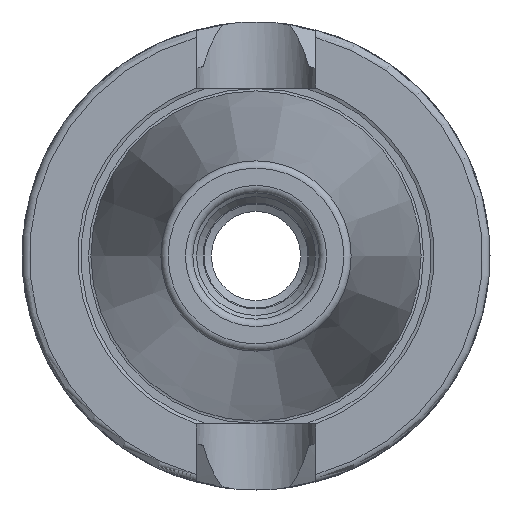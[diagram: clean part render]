
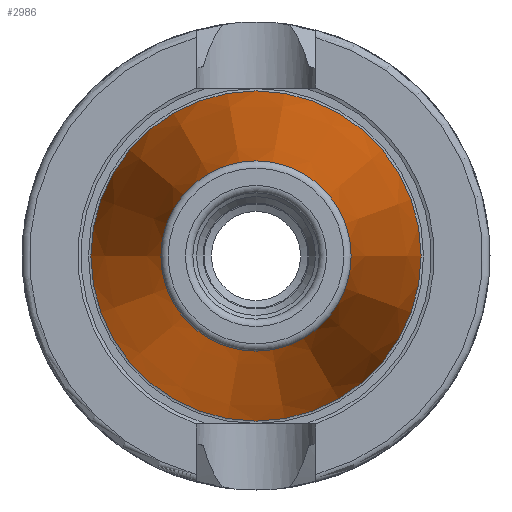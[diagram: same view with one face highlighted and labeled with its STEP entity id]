
A CAD part, left-side view. The second image highlights one B-rep face of the part: STEP entity #2986.
In plain terms, the highlighted conical face has half-angle 8.297 degrees and reference radius 17.519 mm.
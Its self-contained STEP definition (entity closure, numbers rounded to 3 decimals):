
#2952=CARTESIAN_POINT('',(-64.544,12.812,0.0));
#2953=VERTEX_POINT('',#2952);
#2954=CARTESIAN_POINT('',(-64.544,0.0,0.0));
#2955=DIRECTION('',(1.0,0.0,0.0));
#2956=DIRECTION('',(0.0,1.0,0.0));
#2957=AXIS2_PLACEMENT_3D('',#2954,#2955,#2956);
#2958=CIRCLE('',#2957,12.812);
#2959=EDGE_CURVE('',#2953,#2953,#2958,.T.);
#2967=CARTESIAN_POINT('',(-32.272,0.0,0.0));
#2968=DIRECTION('',(1.0,0.0,0.0));
#2969=DIRECTION('',(0.0,1.0,0.0));
#2970=AXIS2_PLACEMENT_3D('',#2967,#2968,#2969);
#2971=CONICAL_SURFACE('',#2970,17.519,8.297);
#2972=CARTESIAN_POINT('',(0.0,22.225,0.0));
#2973=VERTEX_POINT('',#2972);
#2974=CARTESIAN_POINT('',(0.0,0.0,0.0));
#2975=DIRECTION('',(1.0,0.0,0.0));
#2976=DIRECTION('',(0.0,1.0,0.0));
#2977=AXIS2_PLACEMENT_3D('',#2974,#2975,#2976);
#2978=CIRCLE('',#2977,22.225);
#2979=EDGE_CURVE('',#2973,#2973,#2978,.T.);
#2980=ORIENTED_EDGE('',*,*,#2979,.F.);
#2981=EDGE_LOOP('',(#2980));
#2982=FACE_OUTER_BOUND('',#2981,.T.);
#2983=ORIENTED_EDGE('',*,*,#2959,.T.);
#2984=EDGE_LOOP('',(#2983));
#2985=FACE_BOUND('',#2984,.T.);
#2986=ADVANCED_FACE('',(#2982,#2985),#2971,.T.);
